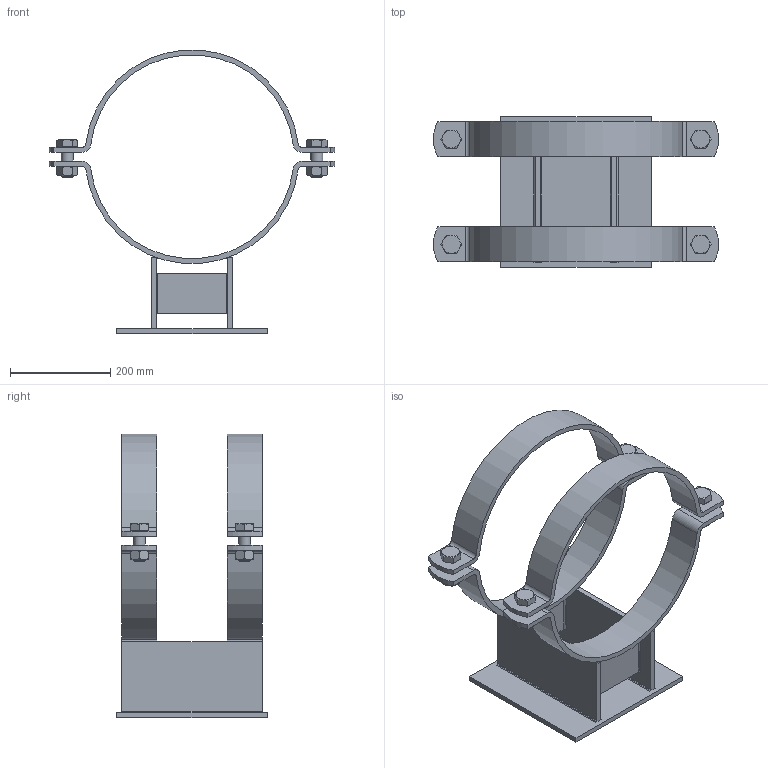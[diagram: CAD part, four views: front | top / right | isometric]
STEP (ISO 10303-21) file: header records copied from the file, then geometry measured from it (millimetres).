
FILE_DESCRIPTION((''),'2;1');
FILE_NAME('116010.stp','2010-05-19T15:08:14',('DMK009'),(''),'Autodesk Inventor 2010','Autodesk Inventor 2010','');
FILE_SCHEMA(('AUTOMOTIVE_DESIGN { 1 0 10303 214 1 1 1 1 }'));
Length unit declared in the file: millimetre
Products named in the file (8): Rohrschlitten DS 2; Welds_1; Grundplatte 300x300x10mm; Winkelplatte-142x280mm; DIN 1017 80x6mm-142mm; MÜPRO ROHRSCHELLE nach DIN 3567, Form A, für RA 407 mm, roh; DIN 933 - ersetzt durch DIN EN 24017 M24  x 60; DIN 934 - ersetzt durch DIN EN 24032/28673/28674 M24
Assembly tree (16 placements, depth 2):
  Rohrschlitten DS 2
    Welds_1
    Grundplatte 300x300x10mm
    Winkelplatte-142x280mm  x2
    DIN 1017 80x6mm-142mm  x2
    MÜPRO ROHRSCHELLE nach DIN 3567, Form A, für RA 407 mm, roh  x2
    DIN 933 - ersetzt durch DIN EN 24017 M24  x 60  x4
    DIN 934 - ersetzt durch DIN EN 24032/28673/28674 M24  x4
Bounding box: 570 x 300 x 566.07 mm (x, y, z)
Volume: 4174543.6 mm3; surface area: 992325.2 mm2
Topology: 37 solids, 37 shells, 330 faces, 696 edges, 440 vertices
Faces by surface type: plane 218, cylinder 52, cone 48, bspline 12
Full cylindrical faces by diameter (mm): 22.376 x4, 24 x4, 27 x4, 33.2 x4
Entity records: 5085 total; most frequent: CARTESIAN_POINT 933, DIRECTION 814, ORIENTED_EDGE 714, EDGE_CURVE 357, AXIS2_PLACEMENT_3D 278, VECTOR 258, LINE 258, VERTEX_POINT 235
